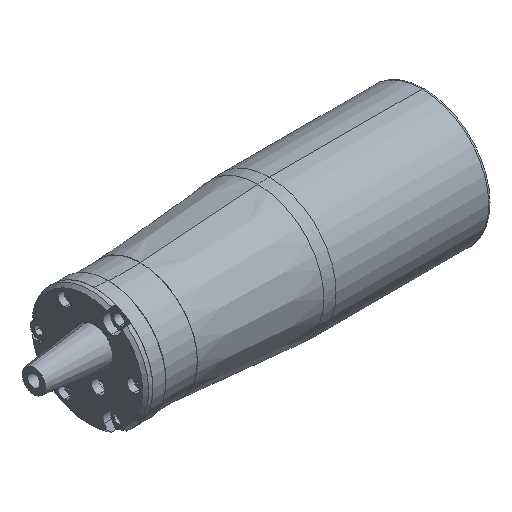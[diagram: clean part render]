
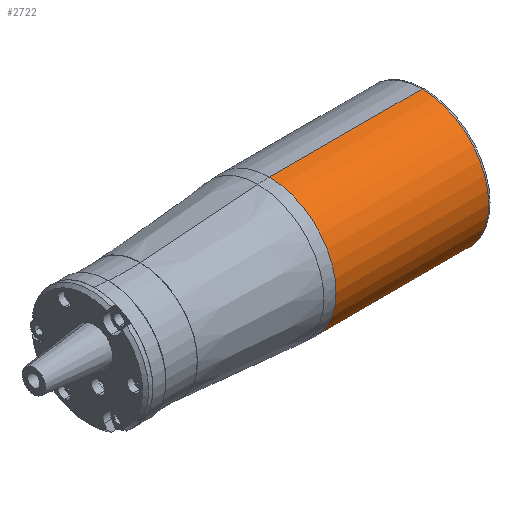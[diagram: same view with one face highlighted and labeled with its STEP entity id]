
A CAD part, isometric view. The second image highlights one B-rep face of the part: STEP entity #2722.
In plain terms, the highlighted cylindrical face has radius 22 mm (diameter 44 mm), a partial arc.
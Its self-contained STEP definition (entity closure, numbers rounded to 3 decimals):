
#1873 = DIRECTION ( 'NONE',  ( -1., 0., 0. ) ) ;
#1874 = VECTOR ( 'NONE', #1873, 1000. ) ;
#1875 = CARTESIAN_POINT ( 'NONE',  ( 0., 0., -22. ) ) ;
#1876 = LINE ( 'NONE', #1875, #1874 ) ;
#1877 = DIRECTION ( 'NONE',  ( -1., 0., 0. ) ) ;
#1878 = VECTOR ( 'NONE', #1877, 1000. ) ;
#1879 = CARTESIAN_POINT ( 'NONE',  ( 0., 0., 22. ) ) ;
#1880 = LINE ( 'NONE', #1879, #1878 ) ;
#2400 = VERTEX_POINT ( 'NONE', #3801 ) ;
#2401 = VERTEX_POINT ( 'NONE', #3800 ) ;
#2411 = VERTEX_POINT ( 'NONE', #3893 ) ;
#2412 = VERTEX_POINT ( 'NONE', #3892 ) ;
#2648 = ORIENTED_EDGE ( 'NONE', *, *, #3431, .T. ) ;
#2649 = ORIENTED_EDGE ( 'NONE', *, *, #2650, .F. ) ;
#2650 = EDGE_CURVE ( 'NONE', #2401, #2400, #4762, .T. ) ;
#2721 = EDGE_CURVE ( 'NONE', #2412, #2411, #4151, .T. ) ;
#2722 = ADVANCED_FACE ( 'NONE', ( #4145 ), #4137, .T. ) ;
#2723 = EDGE_LOOP ( 'NONE', ( #2724, #2725, #2648, #2649 ) ) ;
#2724 = ORIENTED_EDGE ( 'NONE', *, *, #3432, .F. ) ;
#2725 = ORIENTED_EDGE ( 'NONE', *, *, #2721, .T. ) ;
#3431 = EDGE_CURVE ( 'NONE', #2411, #2400, #1880, .T. ) ;
#3432 = EDGE_CURVE ( 'NONE', #2412, #2401, #1876, .T. ) ;
#3800 = CARTESIAN_POINT ( 'NONE',  ( 103.604, 0., -22. ) ) ;
#3801 = CARTESIAN_POINT ( 'NONE',  ( 103.604, 0., 22. ) ) ;
#3892 = CARTESIAN_POINT ( 'NONE',  ( 154.009, 0., -22. ) ) ;
#3893 = CARTESIAN_POINT ( 'NONE',  ( 154.009, 0., 22. ) ) ;
#4122 = DIRECTION ( 'NONE',  ( 0., 0., 1. ) ) ;
#4136 = CARTESIAN_POINT ( 'NONE',  ( 0., 0., 0. ) ) ;
#4137 = CYLINDRICAL_SURFACE ( 'NONE', #4161, 22. ) ;
#4142 = DIRECTION ( 'NONE',  ( -1., 0., 0. ) ) ;
#4143 = CARTESIAN_POINT ( 'NONE',  ( 154.009, 0., 0. ) ) ;
#4144 = AXIS2_PLACEMENT_3D ( 'NONE', #4143, #4142, #4122 ) ;
#4145 = FACE_OUTER_BOUND ( 'NONE', #2723, .T. ) ;
#4151 = CIRCLE ( 'NONE', #4144, 22. ) ;
#4159 = DIRECTION ( 'NONE',  ( 0., 0., 1. ) ) ;
#4160 = DIRECTION ( 'NONE',  ( -1., 0., 0. ) ) ;
#4161 = AXIS2_PLACEMENT_3D ( 'NONE', #4136, #4160, #4159 ) ;
#4761 = AXIS2_PLACEMENT_3D ( 'NONE', #4776, #4775, #4774 ) ;
#4762 = CIRCLE ( 'NONE', #4761, 22. ) ;
#4774 = DIRECTION ( 'NONE',  ( 0., 0., 1. ) ) ;
#4775 = DIRECTION ( 'NONE',  ( -1., 0., 0. ) ) ;
#4776 = CARTESIAN_POINT ( 'NONE',  ( 103.604, 0., 0. ) ) ;
